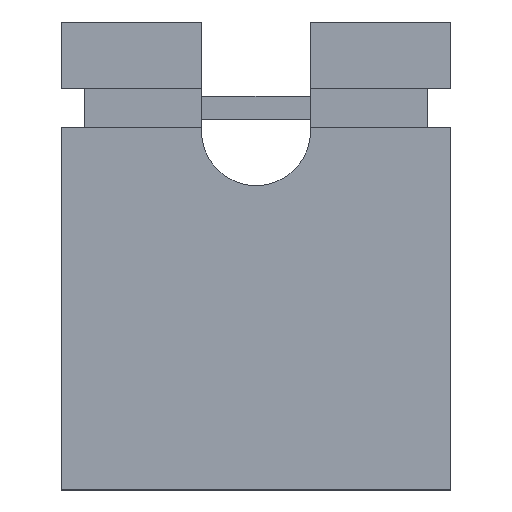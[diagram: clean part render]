
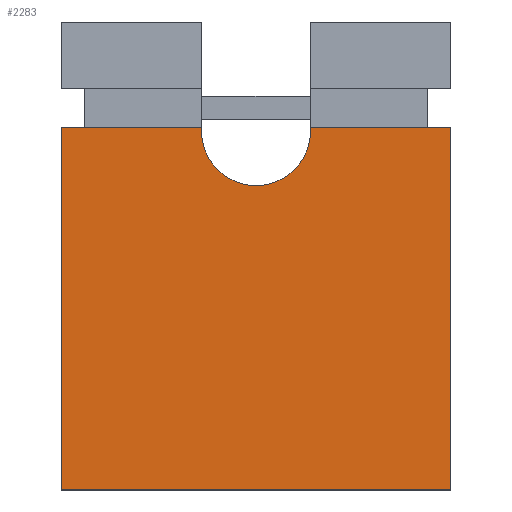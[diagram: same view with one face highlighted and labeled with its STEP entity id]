
A CAD part, top view. The second image highlights one B-rep face of the part: STEP entity #2283.
In plain terms, the highlighted planar face has unit normal (0, 0, 1).
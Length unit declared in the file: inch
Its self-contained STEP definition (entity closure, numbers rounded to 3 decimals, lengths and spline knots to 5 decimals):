
#8 = CARTESIAN_POINT ( 'NONE',  ( 0.09843, 0., 0. ) ) ;
#124 = VERTEX_POINT ( 'NONE', #708 ) ;
#171 = LINE ( 'NONE', #1739, #2131 ) ;
#222 = DIRECTION ( 'NONE',  ( -1., 0., 0. ) ) ;
#225 = CARTESIAN_POINT ( 'NONE',  ( 0.02756, 0., 0. ) ) ;
#296 = ORIENTED_EDGE ( 'NONE', *, *, #1166, .T. ) ;
#327 = DIRECTION ( 'NONE',  ( 1., 0., 0. ) ) ;
#330 = LINE ( 'NONE', #1396, #2248 ) ;
#385 = ORIENTED_EDGE ( 'NONE', *, *, #2348, .T. ) ;
#468 = CARTESIAN_POINT ( 'NONE',  ( -0.10236, -0.12283, 0. ) ) ;
#488 = LINE ( 'NONE', #1554, #2318 ) ;
#524 = CARTESIAN_POINT ( 'NONE',  ( -0.09843, 0.06496, 0. ) ) ;
#526 = CARTESIAN_POINT ( 'NONE',  ( 0.02756, 0.06299, 0. ) ) ;
#533 = LINE ( 'NONE', #8, #2643 ) ;
#679 = ORIENTED_EDGE ( 'NONE', *, *, #2735, .T. ) ;
#682 = VERTEX_POINT ( 'NONE', #843 ) ;
#708 = CARTESIAN_POINT ( 'NONE',  ( -0.09843, -0.11811, 0. ) ) ;
#771 = VECTOR ( 'NONE', #2373, 39.37008 ) ;
#834 = CARTESIAN_POINT ( 'NONE',  ( 0., 0.06299, 0. ) ) ;
#841 = CARTESIAN_POINT ( 'NONE',  ( 0.09843, 0.06496, 0. ) ) ;
#843 = CARTESIAN_POINT ( 'NONE',  ( -0.02756, 0.06299, 0. ) ) ;
#858 = VERTEX_POINT ( 'NONE', #1762 ) ;
#1007 = CARTESIAN_POINT ( 'NONE',  ( 0., 0.06496, 0. ) ) ;
#1166 = EDGE_CURVE ( 'NONE', #3448, #682, #2802, .T. ) ;
#1241 = FACE_OUTER_BOUND ( 'NONE', #2995, .T. ) ;
#1277 = LINE ( 'NONE', #225, #771 ) ;
#1396 = CARTESIAN_POINT ( 'NONE',  ( 0., 0.06496, 0. ) ) ;
#1497 = LINE ( 'NONE', #1007, #3324 ) ;
#1504 = VECTOR ( 'NONE', #3406, 39.37008 ) ;
#1515 = VERTEX_POINT ( 'NONE', #524 ) ;
#1554 = CARTESIAN_POINT ( 'NONE',  ( -0.09843, 0., 0. ) ) ;
#1739 = CARTESIAN_POINT ( 'NONE',  ( -0.02756, 0.09055, 0. ) ) ;
#1762 = CARTESIAN_POINT ( 'NONE',  ( 0.09843, -0.11811, 0. ) ) ;
#1833 = LINE ( 'NONE', #2043, #1504 ) ;
#1841 = EDGE_CURVE ( 'NONE', #124, #858, #1833, .T. ) ;
#1898 = DIRECTION ( 'NONE',  ( 0., 0., -1. ) ) ;
#1911 = EDGE_CURVE ( 'NONE', #1515, #124, #488, .T. ) ;
#2043 = CARTESIAN_POINT ( 'NONE',  ( 0., -0.11811, 0. ) ) ;
#2054 = VERTEX_POINT ( 'NONE', #2976 ) ;
#2056 = AXIS2_PLACEMENT_3D ( 'NONE', #468, #2307, #2617 ) ;
#2058 = AXIS2_PLACEMENT_3D ( 'NONE', #834, #1898, #327 ) ;
#2066 = VERTEX_POINT ( 'NONE', #2941 ) ;
#2068 = PLANE ( 'NONE',  #2056 ) ;
#2131 = VECTOR ( 'NONE', #3362, 39.37008 ) ;
#2227 = DIRECTION ( 'NONE',  ( -1., 0., 0. ) ) ;
#2248 = VECTOR ( 'NONE', #2227, 39.37008 ) ;
#2283 = ADVANCED_FACE ( 'NONE', ( #1241 ), #2068, .T. ) ;
#2307 = DIRECTION ( 'NONE',  ( 0., 0., 1. ) ) ;
#2318 = VECTOR ( 'NONE', #2623, 39.37008 ) ;
#2348 = EDGE_CURVE ( 'NONE', #2066, #3448, #1277, .T. ) ;
#2373 = DIRECTION ( 'NONE',  ( 0., -1., 0. ) ) ;
#2384 = VERTEX_POINT ( 'NONE', #841 ) ;
#2527 = ORIENTED_EDGE ( 'NONE', *, *, #2991, .T. ) ;
#2617 = DIRECTION ( 'NONE',  ( 1., 0., 0. ) ) ;
#2623 = DIRECTION ( 'NONE',  ( 0., -1., 0. ) ) ;
#2643 = VECTOR ( 'NONE', #3207, 39.37008 ) ;
#2735 = EDGE_CURVE ( 'NONE', #2384, #2066, #1497, .T. ) ;
#2802 = CIRCLE ( 'NONE', #2058, 0.02756 ) ;
#2812 = ORIENTED_EDGE ( 'NONE', *, *, #1841, .T. ) ;
#2859 = ORIENTED_EDGE ( 'NONE', *, *, #3113, .T. ) ;
#2875 = ORIENTED_EDGE ( 'NONE', *, *, #3143, .T. ) ;
#2912 = ORIENTED_EDGE ( 'NONE', *, *, #1911, .T. ) ;
#2941 = CARTESIAN_POINT ( 'NONE',  ( 0.02756, 0.06496, 0. ) ) ;
#2976 = CARTESIAN_POINT ( 'NONE',  ( -0.02756, 0.06496, 0. ) ) ;
#2991 = EDGE_CURVE ( 'NONE', #858, #2384, #533, .T. ) ;
#2995 = EDGE_LOOP ( 'NONE', ( #2527, #679, #385, #296, #2875, #2859, #2912, #2812 ) ) ;
#3113 = EDGE_CURVE ( 'NONE', #2054, #1515, #330, .T. ) ;
#3143 = EDGE_CURVE ( 'NONE', #682, #2054, #171, .T. ) ;
#3207 = DIRECTION ( 'NONE',  ( 0., 1., 0. ) ) ;
#3324 = VECTOR ( 'NONE', #222, 39.37008 ) ;
#3362 = DIRECTION ( 'NONE',  ( 0., 1., 0. ) ) ;
#3406 = DIRECTION ( 'NONE',  ( 1., 0., 0. ) ) ;
#3448 = VERTEX_POINT ( 'NONE', #526 ) ;
